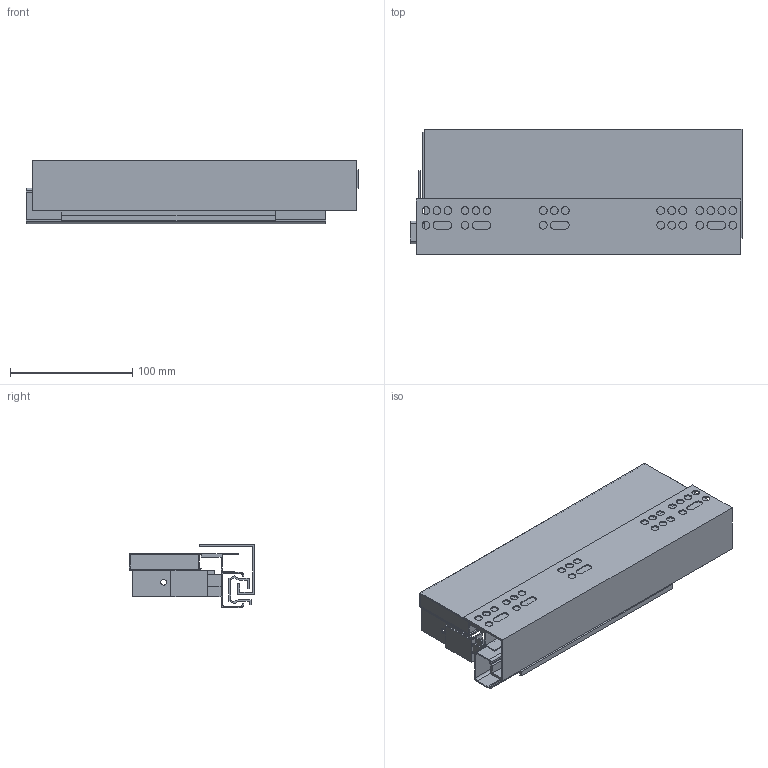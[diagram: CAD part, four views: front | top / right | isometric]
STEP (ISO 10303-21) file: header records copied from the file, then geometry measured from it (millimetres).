
FILE_DESCRIPTION (( 'STEP AP214' ), '1' );
FILE_NAME ('F000179,F000213-CLOSED_LEFT_3D.step', '2022-10-10T14:33:12', ( '' ), ( '' ), 'SwSTEP 2.0', 'SolidWorks 2020', '' );
FILE_SCHEMA (( 'AUTOMOTIVE_DESIGN' ));
Length unit declared in the file: millimetre
Products named in the file (6): RiexTrack-270_CLOSED_LEFT_3D; RiexTrack-270-STREDNI; RiexTrack Bocnice-270-H89-LEVA; F000179,F000213-CLOSED_LEFT_3D; RiexTrack-270-VNITRNI_LEVY; RiexTrack-270-VNEJSI-LEVY
Assembly tree (5 placements, depth 3):
  F000179,F000213-CLOSED_LEFT_3D
    RiexTrack-270_CLOSED_LEFT_3D
      RiexTrack-270-VNEJSI-LEVY
      RiexTrack-270-STREDNI
      RiexTrack-270-VNITRNI_LEVY
    RiexTrack Bocnice-270-H89-LEVA
Bounding box: 271.5 x 102.5 x 51.7 mm (x, y, z)
Volume: 123387 mm3; surface area: 217272.7 mm2
Topology: 8 solids, 8 shells, 281 faces, 729 edges, 464 vertices
Faces by surface type: plane 141, cylinder 80, cone 60
Entity records: 8931 total; most frequent: DIRECTION 1533, CARTESIAN_POINT 1483, ORIENTED_EDGE 1458, EDGE_CURVE 729, AXIS2_PLACEMENT_3D 514, LINE 505, VECTOR 505, VERTEX_POINT 464
